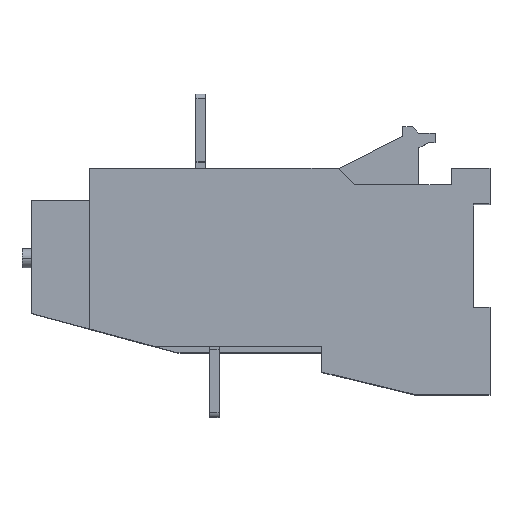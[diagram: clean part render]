
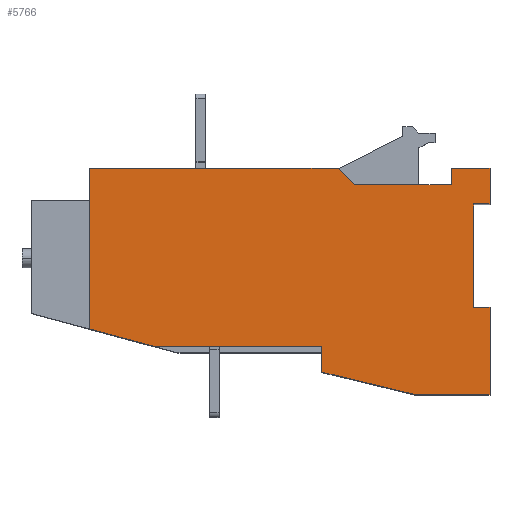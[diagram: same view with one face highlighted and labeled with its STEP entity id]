
A CAD part, top view. The second image highlights one B-rep face of the part: STEP entity #5766.
In plain terms, the highlighted planar face has unit normal (0, 0, 1).
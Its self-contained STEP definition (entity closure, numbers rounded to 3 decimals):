
#7 = VERTEX_POINT ( 'NONE', #639 ) ;
#34 = ORIENTED_EDGE ( 'NONE', *, *, #5263, .T. ) ;
#119 = VECTOR ( 'NONE', #7902, 1000. ) ;
#161 = FACE_OUTER_BOUND ( 'NONE', #7036, .T. ) ;
#245 = ORIENTED_EDGE ( 'NONE', *, *, #4801, .T. ) ;
#247 = VECTOR ( 'NONE', #3914, 1000. ) ;
#305 = VECTOR ( 'NONE', #6986, 1000. ) ;
#351 = EDGE_CURVE ( 'NONE', #1234, #2462, #7476, .T. ) ;
#517 = DIRECTION ( 'NONE',  ( -1., 0., 0. ) ) ;
#639 = CARTESIAN_POINT ( 'NONE',  ( -124., 70.002, 104.5 ) ) ;
#673 = VERTEX_POINT ( 'NONE', #5275 ) ;
#772 = VERTEX_POINT ( 'NONE', #6203 ) ;
#833 = CARTESIAN_POINT ( 'NONE',  ( -104., 15., 104.5 ) ) ;
#873 = CARTESIAN_POINT ( 'NONE',  ( -12., 70.002, 104.5 ) ) ;
#886 = LINE ( 'NONE', #3210, #2542 ) ;
#937 = CARTESIAN_POINT ( 'NONE',  ( -42., 65.002, 104.5 ) ) ;
#948 = CARTESIAN_POINT ( 'NONE',  ( -52., 15., 104.5 ) ) ;
#1177 = VERTEX_POINT ( 'NONE', #8380 ) ;
#1189 = VECTOR ( 'NONE', #4476, 1000. ) ;
#1234 = VERTEX_POINT ( 'NONE', #7745 ) ;
#1348 = EDGE_CURVE ( 'NONE', #3632, #1234, #8609, .T. ) ;
#1377 = ORIENTED_EDGE ( 'NONE', *, *, #2836, .T. ) ;
#1421 = AXIS2_PLACEMENT_3D ( 'NONE', #1977, #4092, #8950 ) ;
#1673 = CARTESIAN_POINT ( 'NONE',  ( 0., 0., 104.5 ) ) ;
#1864 = LINE ( 'NONE', #2004, #5374 ) ;
#1882 = VECTOR ( 'NONE', #5311, 1000. ) ;
#1922 = CARTESIAN_POINT ( 'NONE',  ( -124., 70.002, 104.5 ) ) ;
#1970 = EDGE_CURVE ( 'NONE', #4952, #7492, #3590, .T. ) ;
#1977 = CARTESIAN_POINT ( 'NONE',  ( 0., 0., 104.5 ) ) ;
#2004 = CARTESIAN_POINT ( 'NONE',  ( 0., 0., 104.5 ) ) ;
#2061 = CARTESIAN_POINT ( 'NONE',  ( -124., 60.182, 104.5 ) ) ;
#2128 = VECTOR ( 'NONE', #3192, 1000. ) ;
#2151 = CARTESIAN_POINT ( 'NONE',  ( -5., 27., 104.5 ) ) ;
#2201 = LINE ( 'NONE', #937, #119 ) ;
#2203 = ORIENTED_EDGE ( 'NONE', *, *, #4990, .T. ) ;
#2208 = ORIENTED_EDGE ( 'NONE', *, *, #351, .T. ) ;
#2285 = DIRECTION ( 'NONE',  ( 0., -1., 0. ) ) ;
#2355 = LINE ( 'NONE', #4587, #2128 ) ;
#2391 = VECTOR ( 'NONE', #9008, 1000. ) ;
#2462 = VERTEX_POINT ( 'NONE', #5490 ) ;
#2496 = CARTESIAN_POINT ( 'NONE',  ( 0., 27., 104.5 ) ) ;
#2542 = VECTOR ( 'NONE', #3922, 1000. ) ;
#2550 = EDGE_CURVE ( 'NONE', #5754, #6127, #5883, .T. ) ;
#2735 = ORIENTED_EDGE ( 'NONE', *, *, #2550, .T. ) ;
#2836 = EDGE_CURVE ( 'NONE', #3092, #6417, #5770, .T. ) ;
#2958 = EDGE_CURVE ( 'NONE', #7, #5754, #6097, .T. ) ;
#3002 = ORIENTED_EDGE ( 'NONE', *, *, #4849, .T. ) ;
#3092 = VERTEX_POINT ( 'NONE', #5717 ) ;
#3107 = ORIENTED_EDGE ( 'NONE', *, *, #4629, .T. ) ;
#3192 = DIRECTION ( 'NONE',  ( 0., 1., 0. ) ) ;
#3210 = CARTESIAN_POINT ( 'NONE',  ( -52., 15., 104.5 ) ) ;
#3242 = VECTOR ( 'NONE', #517, 1000. ) ;
#3389 = PLANE ( 'NONE',  #1421 ) ;
#3404 = VERTEX_POINT ( 'NONE', #8372 ) ;
#3590 = LINE ( 'NONE', #3848, #7074 ) ;
#3632 = VERTEX_POINT ( 'NONE', #948 ) ;
#3639 = LINE ( 'NONE', #2151, #8971 ) ;
#3661 = ORIENTED_EDGE ( 'NONE', *, *, #2958, .T. ) ;
#3750 = LINE ( 'NONE', #2496, #1882 ) ;
#3802 = CARTESIAN_POINT ( 'NONE',  ( -5., 27., 104.5 ) ) ;
#3848 = CARTESIAN_POINT ( 'NONE',  ( -47., 70.002, 104.5 ) ) ;
#3852 = CARTESIAN_POINT ( 'NONE',  ( -23., 0., 104.5 ) ) ;
#3853 = LINE ( 'NONE', #7683, #7771 ) ;
#3914 = DIRECTION ( 'NONE',  ( 0.972, -0.235, 0. ) ) ;
#3922 = DIRECTION ( 'NONE',  ( 1., 0., 0. ) ) ;
#4092 = DIRECTION ( 'NONE',  ( 0., 0., -1. ) ) ;
#4218 = DIRECTION ( 'NONE',  ( 0., 1., 0. ) ) ;
#4373 = DIRECTION ( 'NONE',  ( -1., 0., 0. ) ) ;
#4398 = LINE ( 'NONE', #873, #7874 ) ;
#4432 = EDGE_CURVE ( 'NONE', #4883, #3092, #3639, .T. ) ;
#4476 = DIRECTION ( 'NONE',  ( 0., -1., 0. ) ) ;
#4587 = CARTESIAN_POINT ( 'NONE',  ( 0., 70.002, 104.5 ) ) ;
#4629 = EDGE_CURVE ( 'NONE', #3404, #4883, #3750, .T. ) ;
#4801 = EDGE_CURVE ( 'NONE', #772, #1177, #8006, .T. ) ;
#4849 = EDGE_CURVE ( 'NONE', #1177, #4952, #2201, .T. ) ;
#4875 = VERTEX_POINT ( 'NONE', #1673 ) ;
#4883 = VERTEX_POINT ( 'NONE', #3802 ) ;
#4952 = VERTEX_POINT ( 'NONE', #8033 ) ;
#4986 = DIRECTION ( 'NONE',  ( 0., 1., 0. ) ) ;
#4990 = EDGE_CURVE ( 'NONE', #6127, #3632, #886, .T. ) ;
#5263 = EDGE_CURVE ( 'NONE', #4875, #3404, #3853, .T. ) ;
#5275 = CARTESIAN_POINT ( 'NONE',  ( 0., 70.002, 104.5 ) ) ;
#5311 = DIRECTION ( 'NONE',  ( -1., 0., 0. ) ) ;
#5355 = VECTOR ( 'NONE', #6053, 1000. ) ;
#5374 = VECTOR ( 'NONE', #7592, 1000. ) ;
#5387 = EDGE_CURVE ( 'NONE', #673, #772, #4398, .T. ) ;
#5398 = CARTESIAN_POINT ( 'NONE',  ( 0., 59.002, 104.5 ) ) ;
#5490 = CARTESIAN_POINT ( 'NONE',  ( -23., 0., 104.5 ) ) ;
#5717 = CARTESIAN_POINT ( 'NONE',  ( -5., 59.002, 104.5 ) ) ;
#5754 = VERTEX_POINT ( 'NONE', #8229 ) ;
#5766 = ADVANCED_FACE ( 'NONE', ( #161 ), #3389, .F. ) ;
#5770 = LINE ( 'NONE', #5398, #5355 ) ;
#5796 = ORIENTED_EDGE ( 'NONE', *, *, #8756, .T. ) ;
#5843 = CARTESIAN_POINT ( 'NONE',  ( -52., 7., 104.5 ) ) ;
#5883 = LINE ( 'NONE', #6279, #305 ) ;
#5999 = ORIENTED_EDGE ( 'NONE', *, *, #4432, .T. ) ;
#6053 = DIRECTION ( 'NONE',  ( 1., 0., 0. ) ) ;
#6097 = LINE ( 'NONE', #2061, #2391 ) ;
#6099 = CARTESIAN_POINT ( 'NONE',  ( -47., 70.002, 104.5 ) ) ;
#6120 = ORIENTED_EDGE ( 'NONE', *, *, #1970, .T. ) ;
#6127 = VERTEX_POINT ( 'NONE', #833 ) ;
#6141 = VECTOR ( 'NONE', #2285, 1000. ) ;
#6178 = ORIENTED_EDGE ( 'NONE', *, *, #6369, .T. ) ;
#6190 = ORIENTED_EDGE ( 'NONE', *, *, #1348, .T. ) ;
#6203 = CARTESIAN_POINT ( 'NONE',  ( -12., 70.002, 104.5 ) ) ;
#6279 = CARTESIAN_POINT ( 'NONE',  ( -104., 15., 104.5 ) ) ;
#6369 = EDGE_CURVE ( 'NONE', #6417, #673, #2355, .T. ) ;
#6380 = DIRECTION ( 'NONE',  ( -0.707, 0.707, 0. ) ) ;
#6417 = VERTEX_POINT ( 'NONE', #7398 ) ;
#6483 = ORIENTED_EDGE ( 'NONE', *, *, #7516, .T. ) ;
#6945 = LINE ( 'NONE', #1922, #3242 ) ;
#6986 = DIRECTION ( 'NONE',  ( 0.966, -0.259, 0. ) ) ;
#7036 = EDGE_LOOP ( 'NONE', ( #3661, #2735, #2203, #6190, #2208, #5796, #34, #3107, #5999, #1377, #6178, #8856, #245, #3002, #6120, #6483 ) ) ;
#7074 = VECTOR ( 'NONE', #6380, 1000. ) ;
#7398 = CARTESIAN_POINT ( 'NONE',  ( 0., 59.002, 104.5 ) ) ;
#7476 = LINE ( 'NONE', #3852, #247 ) ;
#7492 = VERTEX_POINT ( 'NONE', #6099 ) ;
#7516 = EDGE_CURVE ( 'NONE', #7492, #7, #6945, .T. ) ;
#7592 = DIRECTION ( 'NONE',  ( 1., 0., 0. ) ) ;
#7683 = CARTESIAN_POINT ( 'NONE',  ( 0., 0., 104.5 ) ) ;
#7745 = CARTESIAN_POINT ( 'NONE',  ( -52., 7., 104.5 ) ) ;
#7771 = VECTOR ( 'NONE', #4218, 1000. ) ;
#7874 = VECTOR ( 'NONE', #4373, 1000. ) ;
#7902 = DIRECTION ( 'NONE',  ( -1., 0., 0. ) ) ;
#8006 = LINE ( 'NONE', #8538, #6141 ) ;
#8033 = CARTESIAN_POINT ( 'NONE',  ( -42., 65.002, 104.5 ) ) ;
#8229 = CARTESIAN_POINT ( 'NONE',  ( -124., 20.359, 104.5 ) ) ;
#8372 = CARTESIAN_POINT ( 'NONE',  ( 0., 27., 104.5 ) ) ;
#8380 = CARTESIAN_POINT ( 'NONE',  ( -12., 65.002, 104.5 ) ) ;
#8538 = CARTESIAN_POINT ( 'NONE',  ( -12., 65.002, 104.5 ) ) ;
#8609 = LINE ( 'NONE', #5843, #1189 ) ;
#8756 = EDGE_CURVE ( 'NONE', #2462, #4875, #1864, .T. ) ;
#8856 = ORIENTED_EDGE ( 'NONE', *, *, #5387, .T. ) ;
#8950 = DIRECTION ( 'NONE',  ( -1., 0., 0. ) ) ;
#8971 = VECTOR ( 'NONE', #4986, 1000. ) ;
#9008 = DIRECTION ( 'NONE',  ( 0., -1., 0. ) ) ;
